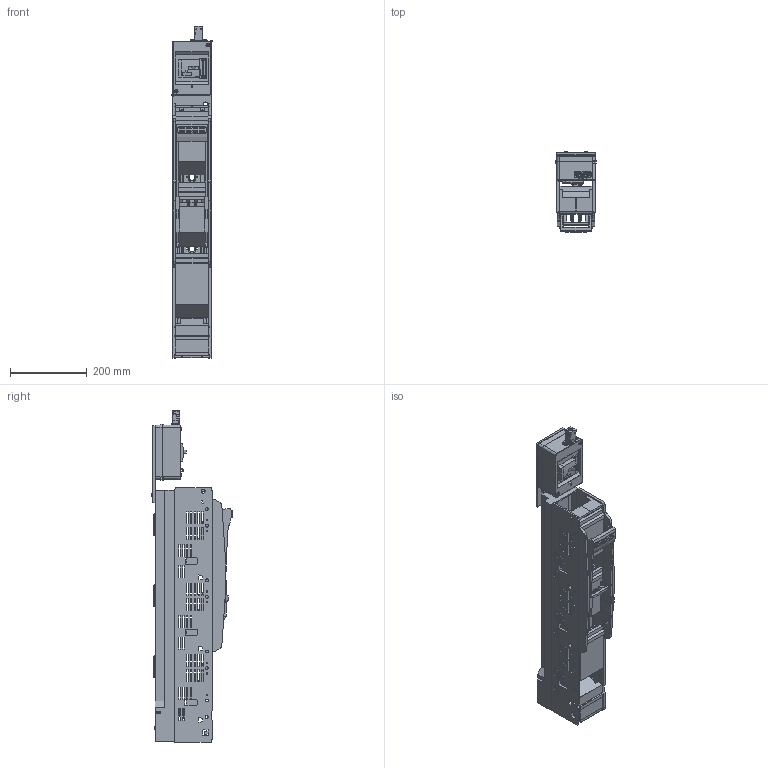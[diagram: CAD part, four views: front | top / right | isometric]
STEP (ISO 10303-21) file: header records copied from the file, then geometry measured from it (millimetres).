
FILE_DESCRIPTION(('CATIA V5 STEP'),'2;1');
FILE_NAME('L0804_NH_Sicherungslastschaltleiste_SL1_3x3_3A_AM_P.stp','2019-02-06T08:57:24+00:00',('none'),('Jean Müller GmbH'),'CATIA Version 5 Release 19 SP 9 (IN-10)','CATIA V5 STEP AP214','none');
FILE_SCHEMA(('AUTOMOTIVE_DESIGN { 1 0 10303 214 1 1 1 1 }'));
Products named in the file (1): L0805_NH-Sicherungslastschaltleiste SL1-3x3/3A/AM-P
Bounding box: 104.18 x 210.4 x 862.42 mm (x, y, z)
Volume: 3607458.2 mm3; surface area: 1294500.3 mm2
Topology: 27 solids, 39 shells, 3959 faces, 10521 edges, 6691 vertices
Faces by surface type: plane 3137, cylinder 676, cone 78, torus 52, sphere 8, bspline 8
Entity records: 117675 total; most frequent: CARTESIAN_POINT 23811, ORIENTED_EDGE 21010, DIRECTION 15931, EDGE_CURVE 10505, VECTOR 8406, LINE 8406, VERTEX_POINT 6691, EDGE_LOOP 4530
